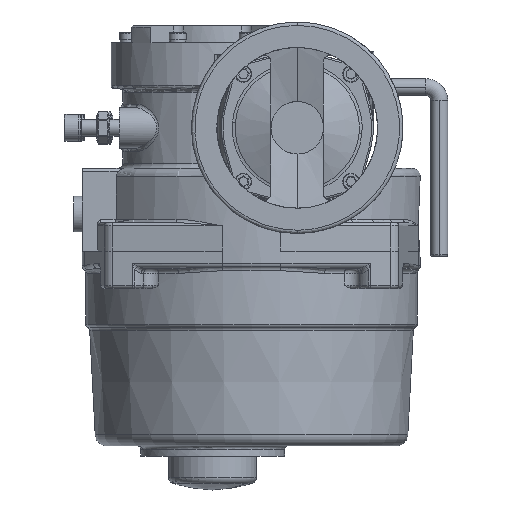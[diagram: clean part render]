
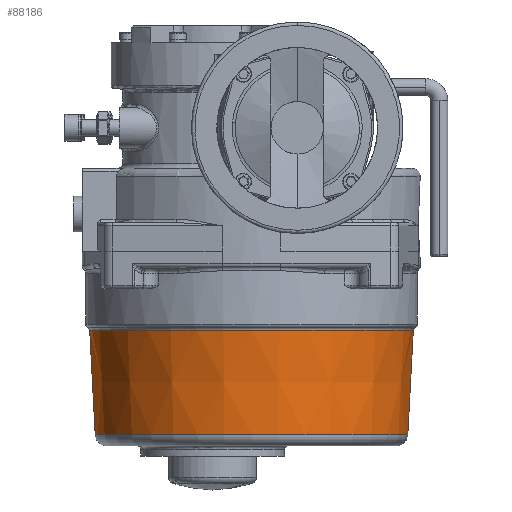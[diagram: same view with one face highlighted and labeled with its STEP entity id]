
A CAD part, front view. The second image highlights one B-rep face of the part: STEP entity #88186.
In plain terms, the highlighted conical face has half-angle 3 degrees and reference radius 95.597 mm.
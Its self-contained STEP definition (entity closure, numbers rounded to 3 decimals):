
#150 = DIRECTION ( 'NONE',  ( 1., 0., 0. ) ) ;
#282 = DIRECTION ( 'NONE',  ( 0., 0., -1. ) ) ;
#1835 = VECTOR ( 'NONE', #73405, 1000. ) ;
#4581 = VERTEX_POINT ( 'NONE', #67265 ) ;
#5529 = AXIS2_PLACEMENT_3D ( 'NONE', #55333, #51204, #59576 ) ;
#12374 = ORIENTED_EDGE ( 'NONE', *, *, #41312, .F. ) ;
#13781 = CIRCLE ( 'NONE', #31376, 95.597 ) ;
#20933 = CARTESIAN_POINT ( 'NONE',  ( 118.597, -30., -179.864 ) ) ;
#26819 = LINE ( 'NONE', #43508, #46082 ) ;
#29969 = VERTEX_POINT ( 'NONE', #109662 ) ;
#31376 = AXIS2_PLACEMENT_3D ( 'NONE', #33760, #282, #86247 ) ;
#31962 = EDGE_CURVE ( 'NONE', #54948, #37495, #75358, .T. ) ;
#33760 = CARTESIAN_POINT ( 'NONE',  ( 23., -30., -179.864 ) ) ;
#37495 = VERTEX_POINT ( 'NONE', #79283 ) ;
#41312 = EDGE_CURVE ( 'NONE', #54948, #4581, #26819, .T. ) ;
#41861 = LINE ( 'NONE', #20933, #1835 ) ;
#43508 = CARTESIAN_POINT ( 'NONE',  ( -72.597, -30., -179.864 ) ) ;
#46082 = VECTOR ( 'NONE', #70908, 1000. ) ;
#48407 = ORIENTED_EDGE ( 'NONE', *, *, #31962, .T. ) ;
#51204 = DIRECTION ( 'NONE',  ( 0., 0., 1. ) ) ;
#54948 = VERTEX_POINT ( 'NONE', #84631 ) ;
#55333 = CARTESIAN_POINT ( 'NONE',  ( 23., -30., -241.666 ) ) ;
#57138 = ORIENTED_EDGE ( 'NONE', *, *, #59024, .T. ) ;
#59024 = EDGE_CURVE ( 'NONE', #37495, #29969, #41861, .T. ) ;
#59576 = DIRECTION ( 'NONE',  ( 1., 0., 0. ) ) ;
#63842 = CONICAL_SURFACE ( 'NONE', #89566, 95.597, 0.052 ) ;
#67265 = CARTESIAN_POINT ( 'NONE',  ( -72.597, -30., -179.864 ) ) ;
#70908 = DIRECTION ( 'NONE',  ( -0.052, 0., 0.999 ) ) ;
#73139 = EDGE_LOOP ( 'NONE', ( #12374, #48407, #57138, #77952 ) ) ;
#73405 = DIRECTION ( 'NONE',  ( 0.052, 0., 0.999 ) ) ;
#75358 = CIRCLE ( 'NONE', #5529, 92.358 ) ;
#77952 = ORIENTED_EDGE ( 'NONE', *, *, #116724, .T. ) ;
#79283 = CARTESIAN_POINT ( 'NONE',  ( 115.358, -30., -241.666 ) ) ;
#84631 = CARTESIAN_POINT ( 'NONE',  ( -69.358, -30., -241.666 ) ) ;
#86247 = DIRECTION ( 'NONE',  ( 1., 0., 0. ) ) ;
#88186 = ADVANCED_FACE ( 'NONE', ( #126956 ), #63842, .T. ) ;
#89566 = AXIS2_PLACEMENT_3D ( 'NONE', #98824, #92438, #150 ) ;
#92438 = DIRECTION ( 'NONE',  ( 0., 0., 1. ) ) ;
#98824 = CARTESIAN_POINT ( 'NONE',  ( 23., -30., -179.864 ) ) ;
#109662 = CARTESIAN_POINT ( 'NONE',  ( 118.597, -30., -179.864 ) ) ;
#116724 = EDGE_CURVE ( 'NONE', #29969, #4581, #13781, .T. ) ;
#126956 = FACE_OUTER_BOUND ( 'NONE', #73139, .T. ) ;
